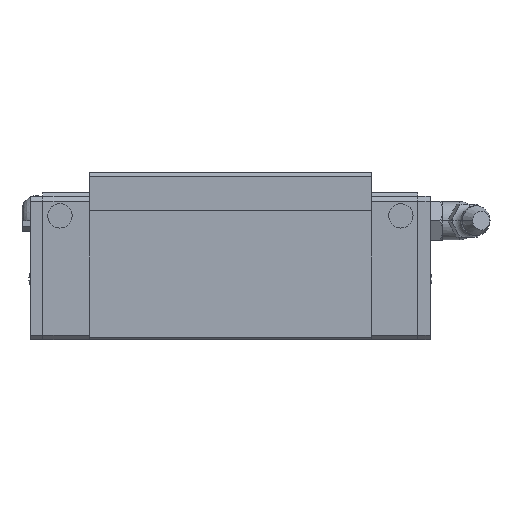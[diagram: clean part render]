
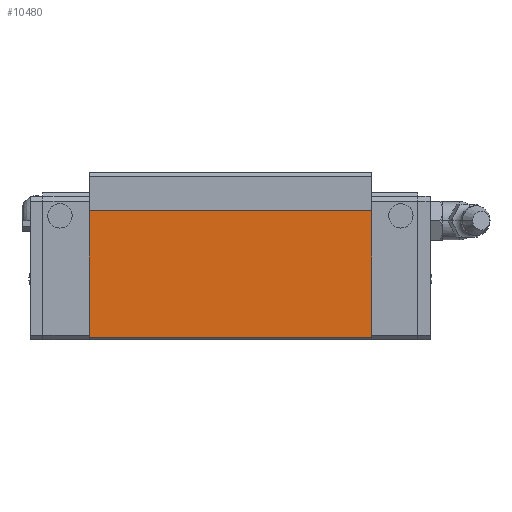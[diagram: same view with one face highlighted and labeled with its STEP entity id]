
A CAD part, left-side view. The second image highlights one B-rep face of the part: STEP entity #10480.
In plain terms, the highlighted planar face has unit normal (-1, 0, 0).
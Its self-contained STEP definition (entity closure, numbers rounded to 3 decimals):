
#9877=CARTESIAN_POINT('Vertex',(-23.6,12.001,32.)) ;
#9880=CARTESIAN_POINT('Line Origine',(-23.6,12.001,19.05)) ;
#9884=CARTESIAN_POINT('Vertex',(-23.6,12.001,6.1)) ;
#10081=CARTESIAN_POINT('Vertex',(-23.6,70.001,6.1)) ;
#10084=CARTESIAN_POINT('Line Origine',(-23.6,70.001,19.05)) ;
#10088=CARTESIAN_POINT('Vertex',(-23.6,70.001,32.)) ;
#10452=CARTESIAN_POINT('Line Origine',(-23.6,41.001,32.)) ;
#10464=CARTESIAN_POINT('Axis2P3D Location',(-23.6,41.001,12.)) ;
#10469=CARTESIAN_POINT('Line Origine',(-23.6,41.001,6.1)) ;
#9881=DIRECTION('Vector Direction',(0.,0.,-1.)) ;
#10085=DIRECTION('Vector Direction',(0.,0.,-1.)) ;
#10453=DIRECTION('Vector Direction',(0.,-1.,0.)) ;
#10465=DIRECTION('Axis2P3D Direction',(-1.,0.,0.)) ;
#10466=DIRECTION('Axis2P3D XDirection',(0.,1.,0.)) ;
#10470=DIRECTION('Vector Direction',(0.,-1.,0.)) ;
#10467=AXIS2_PLACEMENT_3D('Plane Axis2P3D',#10464,#10465,#10466) ;
#10475=ORIENTED_EDGE('',*,*,#10090,.F.) ;
#10476=ORIENTED_EDGE('',*,*,#10473,.F.) ;
#10477=ORIENTED_EDGE('',*,*,#9886,.F.) ;
#10478=ORIENTED_EDGE('',*,*,#10456,.T.) ;
#9882=VECTOR('Line Direction',#9881,1.) ;
#10086=VECTOR('Line Direction',#10085,1.) ;
#10454=VECTOR('Line Direction',#10453,1.) ;
#10471=VECTOR('Line Direction',#10470,1.) ;
#10480=ADVANCED_FACE('BREP_WITH_VOIDS #10341',(#10479),#10468,.T.) ;
#9886=EDGE_CURVE('',#9878,#9885,#9883,.T.) ;
#10090=EDGE_CURVE('',#10082,#10089,#10087,.F.) ;
#10456=EDGE_CURVE('',#9878,#10089,#10455,.F.) ;
#10473=EDGE_CURVE('',#9885,#10082,#10472,.F.) ;
#10474=EDGE_LOOP('',(#10475,#10476,#10477,#10478)) ;
#10479=FACE_OUTER_BOUND('',#10474,.T.) ;
#9883=LINE('Line',#9880,#9882) ;
#10087=LINE('Line',#10084,#10086) ;
#10455=LINE('Line',#10452,#10454) ;
#10472=LINE('Line',#10469,#10471) ;
#10468=PLANE('',#10467) ;
#9878=VERTEX_POINT('',#9877) ;
#9885=VERTEX_POINT('',#9884) ;
#10082=VERTEX_POINT('',#10081) ;
#10089=VERTEX_POINT('',#10088) ;
